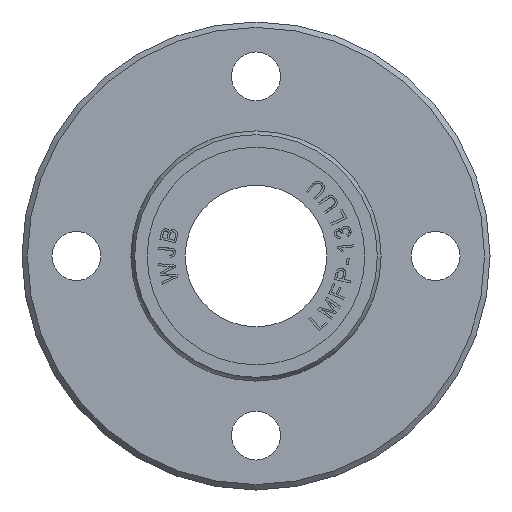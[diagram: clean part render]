
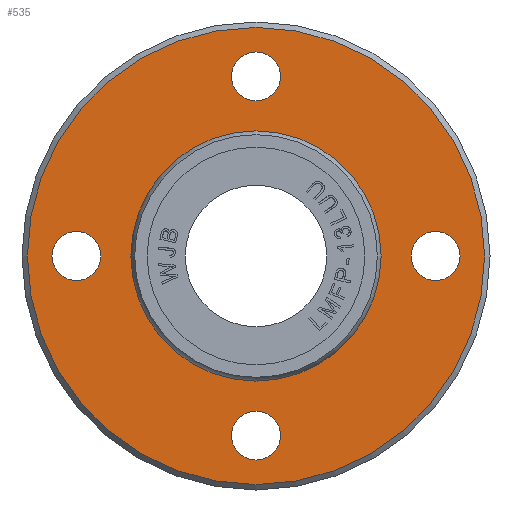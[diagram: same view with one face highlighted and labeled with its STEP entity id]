
A CAD part, left-side view. The second image highlights one B-rep face of the part: STEP entity #535.
In plain terms, the highlighted planar face has unit normal (-1, 0, 0).
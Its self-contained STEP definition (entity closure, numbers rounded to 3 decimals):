
#535=ADVANCED_FACE('',(#1296,#1297,#1298,#1299,#1300,#1301),#913,.T.);
#913=PLANE('',#6896);
#1189=CIRCLE('',#6887,21.);
#1191=CIRCLE('',#6891,11.286);
#1192=CIRCLE('',#6892,2.25);
#1193=CIRCLE('',#6893,2.25);
#1194=CIRCLE('',#6894,2.25);
#1195=CIRCLE('',#6895,2.25);
#1296=FACE_BOUND('',#1418,.T.);
#1297=FACE_BOUND('',#1419,.T.);
#1298=FACE_BOUND('',#1420,.T.);
#1299=FACE_BOUND('',#1421,.T.);
#1300=FACE_BOUND('',#1422,.T.);
#1301=FACE_BOUND('',#1423,.T.);
#1418=EDGE_LOOP('',(#2555));
#1419=EDGE_LOOP('',(#2556));
#1420=EDGE_LOOP('',(#2557));
#1421=EDGE_LOOP('',(#2558));
#1422=EDGE_LOOP('',(#2559));
#1423=EDGE_LOOP('',(#2560));
#2555=ORIENTED_EDGE('',*,*,#5078,.F.);
#2556=ORIENTED_EDGE('',*,*,#5080,.F.);
#2557=ORIENTED_EDGE('',*,*,#5081,.T.);
#2558=ORIENTED_EDGE('',*,*,#5082,.T.);
#2559=ORIENTED_EDGE('',*,*,#5083,.T.);
#2560=ORIENTED_EDGE('',*,*,#5084,.T.);
#4438=VERTEX_POINT('',#10235);
#4440=VERTEX_POINT('',#10241);
#4441=VERTEX_POINT('',#10243);
#4442=VERTEX_POINT('',#10245);
#4443=VERTEX_POINT('',#10247);
#4444=VERTEX_POINT('',#10249);
#5078=EDGE_CURVE('',#4438,#4438,#1189,.T.);
#5080=EDGE_CURVE('',#4440,#4440,#1191,.T.);
#5081=EDGE_CURVE('',#4441,#4441,#1192,.T.);
#5082=EDGE_CURVE('',#4442,#4442,#1193,.T.);
#5083=EDGE_CURVE('',#4443,#4443,#1194,.T.);
#5084=EDGE_CURVE('',#4444,#4444,#1195,.T.);
#6887=AXIS2_PLACEMENT_3D('',#10234,#7482,#7483);
#6891=AXIS2_PLACEMENT_3D('',#10240,#7490,#7491);
#6892=AXIS2_PLACEMENT_3D('',#10242,#7492,#7493);
#6893=AXIS2_PLACEMENT_3D('',#10244,#7494,#7495);
#6894=AXIS2_PLACEMENT_3D('',#10246,#7496,#7497);
#6895=AXIS2_PLACEMENT_3D('',#10248,#7498,#7499);
#6896=AXIS2_PLACEMENT_3D('',#10250,#7500,#7501);
#7482=DIRECTION('',(1.,0.,0.));
#7483=DIRECTION('',(0.,0.,-1.));
#7490=DIRECTION('',(-1.,0.,0.));
#7491=DIRECTION('',(0.,0.,1.));
#7492=DIRECTION('',(1.,0.,0.));
#7493=DIRECTION('',(0.,1.,0.));
#7494=DIRECTION('',(1.,0.,0.));
#7495=DIRECTION('',(0.,1.,0.));
#7496=DIRECTION('',(1.,0.,0.));
#7497=DIRECTION('',(0.,1.,0.));
#7498=DIRECTION('',(1.,0.,0.));
#7499=DIRECTION('',(0.,1.,0.));
#7500=DIRECTION('',(-1.,0.,0.));
#7501=DIRECTION('',(0.,0.,1.));
#10234=CARTESIAN_POINT('',(6.,0.,0.));
#10235=CARTESIAN_POINT('',(6.,0.,21.));
#10240=CARTESIAN_POINT('',(6.,0.,0.));
#10241=CARTESIAN_POINT('',(6.,0.,11.286));
#10242=CARTESIAN_POINT('',(6.,16.5,0.));
#10243=CARTESIAN_POINT('',(6.,14.25,0.));
#10244=CARTESIAN_POINT('',(6.,-16.5,0.));
#10245=CARTESIAN_POINT('',(6.,-18.75,0.));
#10246=CARTESIAN_POINT('',(6.,0.,16.5));
#10247=CARTESIAN_POINT('',(6.,-2.25,16.5));
#10248=CARTESIAN_POINT('',(6.,0.,-16.5));
#10249=CARTESIAN_POINT('',(6.,-2.25,-16.5));
#10250=CARTESIAN_POINT('',(6.,0.,16.393));
